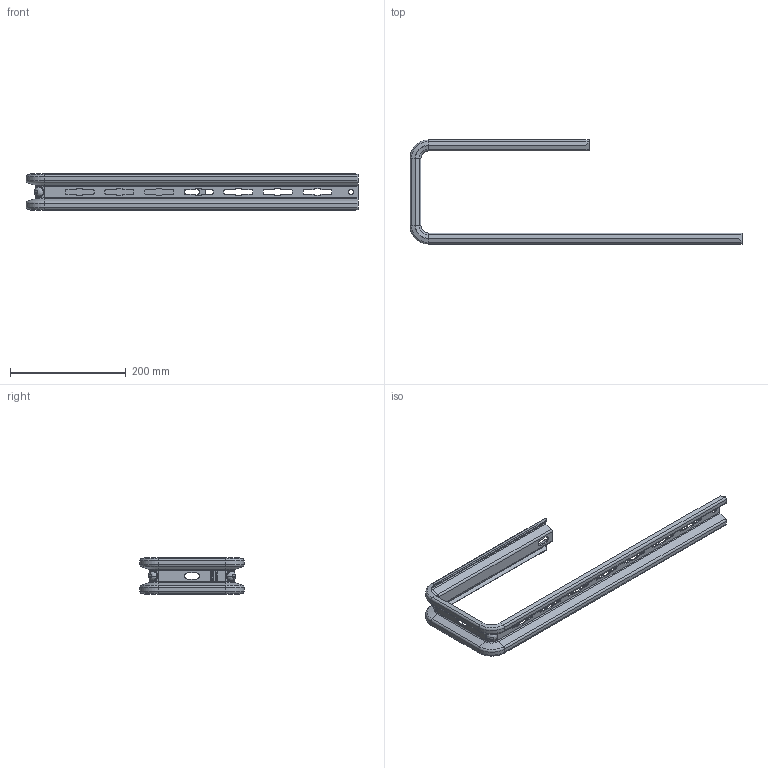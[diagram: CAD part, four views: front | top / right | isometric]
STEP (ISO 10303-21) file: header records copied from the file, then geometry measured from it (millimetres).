
FILE_DESCRIPTION((''),'2;1');
FILE_NAME('720350_PRT','2018-11-16T12:04:08',('tomasz.grudniewski'),(''),'CREO PARAMETRIC BY PTC INC, 2018260','CREO PARAMETRIC BY PTC INC, 2018260','');
FILE_SCHEMA(('CONFIG_CONTROL_DESIGN'));
Length unit declared in the file: millimetre
Products named in the file (1): 720350_PRT
Bounding box: 574 x 180 x 63.43 mm (x, y, z)
Volume: 187224.3 mm3; surface area: 193686.5 mm2
Topology: 1 solids, 1 shells, 698 faces, 1883 edges, 1194 vertices
Faces by surface type: plane 488, cylinder 142, torus 24, cone 20, bspline 16, sphere 8
Entity records: 25958 total; most frequent: CARTESIAN_POINT 8288, ORIENTED_EDGE 3750, DIRECTION 3559, EDGE_CURVE 1875, VECTOR 1491, LINE 1491, VERTEX_POINT 1194, AXIS2_PLACEMENT_3D 1034
